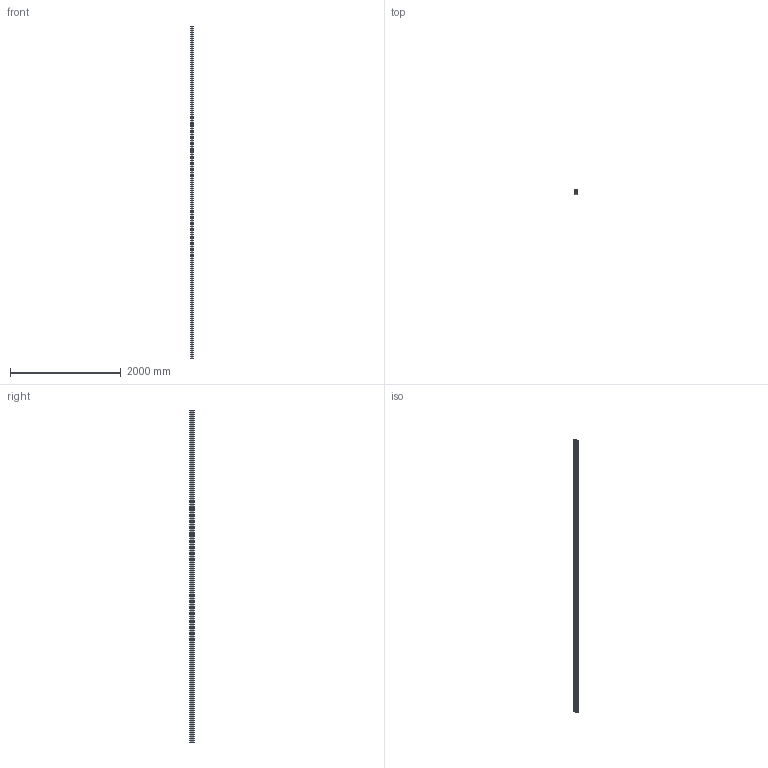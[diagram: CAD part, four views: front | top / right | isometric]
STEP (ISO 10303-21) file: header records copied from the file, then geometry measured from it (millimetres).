
FILE_DESCRIPTION (( 'STEP AP203' ), '1' );
FILE_NAME ('C01-3.STEP', '2018-04-02T17:06:03', ( 'User2' ), ( '' ), 'SwSTEP 2.0', 'SolidWorks 2007', '' );
FILE_SCHEMA (( 'CONFIG_CONTROL_DESIGN' ));
Length unit declared in the file: millimetre
Products named in the file (1): C01-3
Bounding box: 40 x 80 x 6000 mm (x, y, z)
Volume: 8578662.1 mm3; surface area: 4453652.3 mm2
Topology: 1 solids, 1 shells, 90 faces, 264 edges, 176 vertices
Faces by surface type: plane 78, cylinder 12
Entity records: 3057 total; most frequent: CARTESIAN_POINT 531, ORIENTED_EDGE 528, DIRECTION 470, EDGE_CURVE 264, VECTOR 240, LINE 240, VERTEX_POINT 176, AXIS2_PLACEMENT_3D 115
